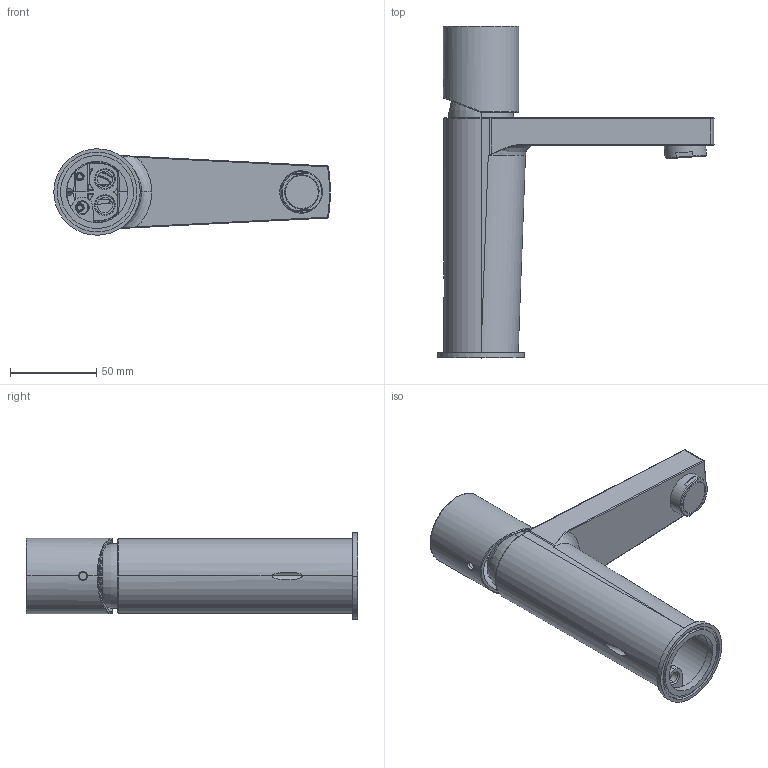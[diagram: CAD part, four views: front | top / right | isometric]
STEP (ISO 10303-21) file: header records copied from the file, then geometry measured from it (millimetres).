
FILE_DESCRIPTION (( 'STEP AP203' ), '1' );
FILE_NAME ('ASSIEME_LAVABO_METRIA_LEVA_TONDA.STEP', '2019-09-17T14:02:16', ( '' ), ( '' ), 'SwSTEP 2.0', 'SolidWorks 2018', '' );
FILE_SCHEMA (( 'CONFIG_CONTROL_DESIGN' ));
Length unit declared in the file: millimetre
Products named in the file (7): LAVABO_NEW_2; BASETTA; AREATORE_24; prova_maniglia_tonda; CAPPUCCIO; ASSIEME_LAVABO_METRIA_LEVA_TONDA; 08CC35L0016_fondo
Assembly tree (6 placements, depth 2):
  ASSIEME_LAVABO_METRIA_LEVA_TONDA
    LAVABO_NEW_2
    AREATORE_24
    08CC35L0016_fondo
    BASETTA
    CAPPUCCIO
    prova_maniglia_tonda
Bounding box: 159.89 x 192 x 50 mm (x, y, z)
Volume: 116181.3 mm3; surface area: 97175 mm2
Topology: 5 solids, 15 shells, 769 faces, 1946 edges, 1168 vertices
Faces by surface type: plane 266, cylinder 240, bspline 154, cone 80, torus 16, sphere 13
Entity records: 30008 total; most frequent: CARTESIAN_POINT 12891, ORIENTED_EDGE 3505, DIRECTION 3119, EDGE_CURVE 1906, AXIS2_PLACEMENT_3D 1208, VERTEX_POINT 1168, EDGE_LOOP 820, ADVANCED_FACE 769
